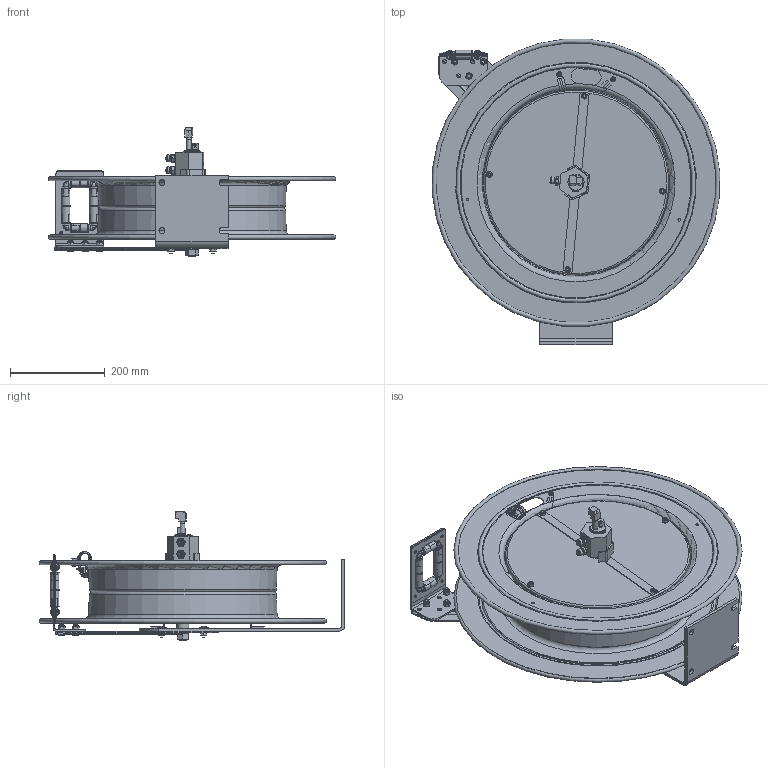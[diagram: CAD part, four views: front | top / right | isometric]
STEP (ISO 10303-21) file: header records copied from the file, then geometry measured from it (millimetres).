
FILE_DESCRIPTION(/* description */ (''),/* implementation_level */ '2;1');
FILE_NAME(/* name */ 'SHWTL-N-1100_SHARED.stp',/* time_stamp */ '2020-02-27T16:16:10-07:00',/* author */ ('NMelton'),/* organization */ (''),/* preprocessor_version */ 'ST-DEVELOPER v17',/* originating_system */ 'Autodesk Inventor 2019',/* authorisation */ '');
FILE_SCHEMA (('AUTOMOTIVE_DESIGN { 1 0 10303 214 3 1 1 }'));
Products named in the file (1): SHWTL-N-1100_SHARED
Bounding box: 607.72 x 646.76 x 271.17 mm (x, y, z)
Surface area: 1918579.8 mm2 (no closed solid volume)
Topology: 0 solids, 157 shells, 2475 faces, 10218 edges, 7588 vertices
Faces by surface type: plane 1187, cylinder 644, bspline 340, cone 194, torus 86, sphere 24
Full cylindrical faces by diameter (mm): 1.93 x2, 2.54 x1, 3.048 x1, 3.962 x2, 4.699 x4, 4.75 x3, 4.826 x2, 5.08 x2, 5.159 x1, 5.182 x2, 5.556 x1, 5.575 x1, 5.588 x5, 6.35 x8, 7.112 x2, 7.938 x3, 8.636 x7, 8.89 x3, 10.312 x1, 10.414 x1, 11.43 x3, 11.557 x4, 12.192 x7, 12.7 x2, 14.287 x2, 15.875 x1, 19.05 x7, 25.362 x1, 25.578 x2, 28.448 x1
Entity records: 113636 total; most frequent: CARTESIAN_POINT 32083, ORIENTED_EDGE 15198, DIRECTION 14822, EDGE_CURVE 10191, VERTEX_POINT 7588, LINE 5676, VECTOR 5676, AXIS2_PLACEMENT_3D 4573
